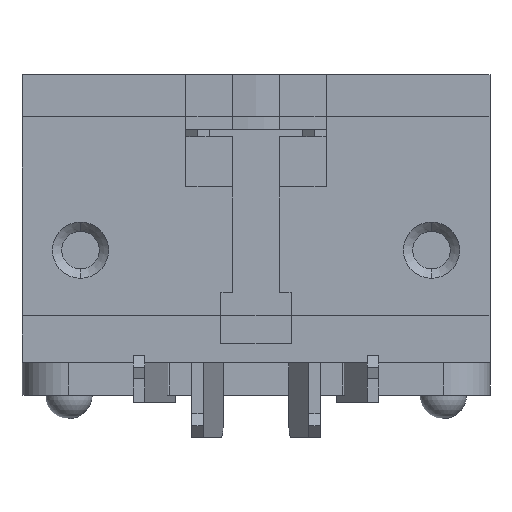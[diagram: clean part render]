
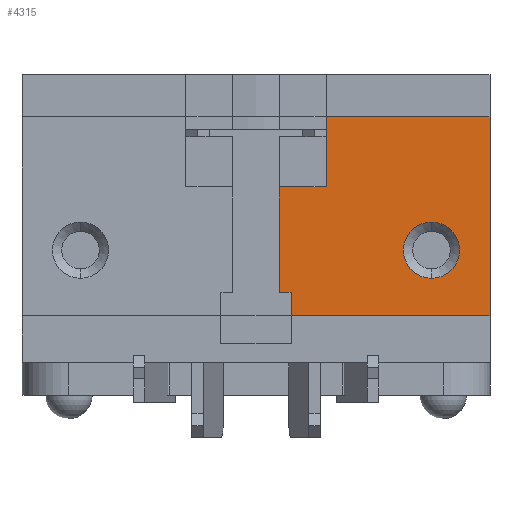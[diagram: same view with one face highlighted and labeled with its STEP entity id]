
A CAD part, front view. The second image highlights one B-rep face of the part: STEP entity #4315.
In plain terms, the highlighted planar face has unit normal (0, -1, 0).
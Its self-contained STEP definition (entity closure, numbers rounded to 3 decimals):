
#30 = EDGE_CURVE ( 'NONE', #3058, #3250, #6343, .T. ) ;
#187 = DIRECTION ( 'NONE',  ( -1., 0., 0. ) ) ;
#220 = EDGE_CURVE ( 'NONE', #8616, #9592, #9579, .T. ) ;
#240 = CARTESIAN_POINT ( 'NONE',  ( 1.5, 0., -9.5 ) ) ;
#492 = ORIENTED_EDGE ( 'NONE', *, *, #220, .T. ) ;
#792 = CARTESIAN_POINT ( 'NONE',  ( -10.35, 0., -2. ) ) ;
#816 = CARTESIAN_POINT ( 'NONE',  ( 1., 0., -5. ) ) ;
#826 = ORIENTED_EDGE ( 'NONE', *, *, #2224, .F. ) ;
#946 = CARTESIAN_POINT ( 'NONE',  ( 7.5, 0., -7.7 ) ) ;
#984 = DIRECTION ( 'NONE',  ( 0., 0., 1. ) ) ;
#1036 = ORIENTED_EDGE ( 'NONE', *, *, #9393, .T. ) ;
#1481 = ORIENTED_EDGE ( 'NONE', *, *, #3227, .F. ) ;
#1641 = AXIS2_PLACEMENT_3D ( 'NONE', #3454, #8629, #4208 ) ;
#1725 = EDGE_CURVE ( 'NONE', #8616, #5523, #7256, .T. ) ;
#1813 = FACE_OUTER_BOUND ( 'NONE', #7135, .T. ) ;
#1888 = DIRECTION ( 'NONE',  ( 1., 0., 0. ) ) ;
#1908 = VECTOR ( 'NONE', #2345, 1000. ) ;
#1946 = VERTEX_POINT ( 'NONE', #2233 ) ;
#2105 = VECTOR ( 'NONE', #6413, 1000. ) ;
#2165 = CARTESIAN_POINT ( 'NONE',  ( 3., 0., -2. ) ) ;
#2224 = EDGE_CURVE ( 'NONE', #5523, #6655, #6644, .T. ) ;
#2233 = CARTESIAN_POINT ( 'NONE',  ( 3., 0., -5. ) ) ;
#2309 = VECTOR ( 'NONE', #4487, 1000. ) ;
#2344 = AXIS2_PLACEMENT_3D ( 'NONE', #946, #5407, #187 ) ;
#2345 = DIRECTION ( 'NONE',  ( 1., 0., 0. ) ) ;
#2366 = CARTESIAN_POINT ( 'NONE',  ( 7.5, 0., -8.9 ) ) ;
#2830 = ORIENTED_EDGE ( 'NONE', *, *, #1725, .F. ) ;
#2929 = VECTOR ( 'NONE', #6109, 1000. ) ;
#3044 = EDGE_CURVE ( 'NONE', #3250, #3058, #7935, .T. ) ;
#3058 = VERTEX_POINT ( 'NONE', #5665 ) ;
#3118 = DIRECTION ( 'NONE',  ( 0., 0., 1. ) ) ;
#3143 = EDGE_LOOP ( 'NONE', ( #6280, #3427 ) ) ;
#3227 = EDGE_CURVE ( 'NONE', #6655, #3893, #4784, .T. ) ;
#3250 = VERTEX_POINT ( 'NONE', #2366 ) ;
#3427 = ORIENTED_EDGE ( 'NONE', *, *, #30, .T. ) ;
#3454 = CARTESIAN_POINT ( 'NONE',  ( 7.5, 0., -7.7 ) ) ;
#3688 = CARTESIAN_POINT ( 'NONE',  ( 10., 0., -10.5 ) ) ;
#3799 = VERTEX_POINT ( 'NONE', #8848 ) ;
#3893 = VERTEX_POINT ( 'NONE', #4505 ) ;
#3964 = DIRECTION ( 'NONE',  ( 0., 0., 1. ) ) ;
#4112 = LINE ( 'NONE', #8602, #2105 ) ;
#4176 = CARTESIAN_POINT ( 'NONE',  ( 1., 0., -9.5 ) ) ;
#4208 = DIRECTION ( 'NONE',  ( -1., 0., 0. ) ) ;
#4244 = EDGE_CURVE ( 'NONE', #3893, #1946, #8665, .T. ) ;
#4249 = DIRECTION ( 'NONE',  ( 0., 1., 0. ) ) ;
#4305 = LINE ( 'NONE', #792, #2309 ) ;
#4312 = CARTESIAN_POINT ( 'NONE',  ( -10.35, 0., -10.5 ) ) ;
#4315 = ADVANCED_FACE ( 'NONE', ( #7502, #1813 ), #9367, .F. ) ;
#4487 = DIRECTION ( 'NONE',  ( -1., 0., 0. ) ) ;
#4505 = CARTESIAN_POINT ( 'NONE',  ( 1., 0., -5. ) ) ;
#4597 = CARTESIAN_POINT ( 'NONE',  ( 1., 0., -9.5 ) ) ;
#4682 = CARTESIAN_POINT ( 'NONE',  ( 1.5, 0., -9.5 ) ) ;
#4718 = ORIENTED_EDGE ( 'NONE', *, *, #7887, .F. ) ;
#4784 = LINE ( 'NONE', #816, #6540 ) ;
#4841 = CARTESIAN_POINT ( 'NONE',  ( -3., 0., -5. ) ) ;
#5407 = DIRECTION ( 'NONE',  ( 0., 1., 0. ) ) ;
#5503 = VECTOR ( 'NONE', #984, 1000. ) ;
#5523 = VERTEX_POINT ( 'NONE', #240 ) ;
#5665 = CARTESIAN_POINT ( 'NONE',  ( 7.5, 0., -6.5 ) ) ;
#6054 = VERTEX_POINT ( 'NONE', #2165 ) ;
#6109 = DIRECTION ( 'NONE',  ( -1., 0., 0. ) ) ;
#6280 = ORIENTED_EDGE ( 'NONE', *, *, #3044, .T. ) ;
#6343 = CIRCLE ( 'NONE', #2344, 1.2 ) ;
#6413 = DIRECTION ( 'NONE',  ( 0., 0., 1. ) ) ;
#6540 = VECTOR ( 'NONE', #3118, 1000. ) ;
#6644 = LINE ( 'NONE', #4597, #2929 ) ;
#6655 = VERTEX_POINT ( 'NONE', #4176 ) ;
#6699 = VECTOR ( 'NONE', #1888, 1000. ) ;
#6918 = ORIENTED_EDGE ( 'NONE', *, *, #8382, .T. ) ;
#7095 = ORIENTED_EDGE ( 'NONE', *, *, #4244, .F. ) ;
#7102 = LINE ( 'NONE', #7644, #8834 ) ;
#7135 = EDGE_LOOP ( 'NONE', ( #7095, #1481, #826, #2830, #492, #1036, #6918, #4718 ) ) ;
#7256 = LINE ( 'NONE', #4682, #5503 ) ;
#7449 = AXIS2_PLACEMENT_3D ( 'NONE', #8667, #4249, #9432 ) ;
#7502 = FACE_BOUND ( 'NONE', #3143, .T. ) ;
#7644 = CARTESIAN_POINT ( 'NONE',  ( 3., 0., -5. ) ) ;
#7887 = EDGE_CURVE ( 'NONE', #1946, #6054, #7102, .T. ) ;
#7935 = CIRCLE ( 'NONE', #1641, 1.2 ) ;
#8382 = EDGE_CURVE ( 'NONE', #3799, #6054, #4305, .T. ) ;
#8537 = CARTESIAN_POINT ( 'NONE',  ( 1.5, 0., -10.5 ) ) ;
#8602 = CARTESIAN_POINT ( 'NONE',  ( 10., 0., -15.7 ) ) ;
#8616 = VERTEX_POINT ( 'NONE', #8537 ) ;
#8629 = DIRECTION ( 'NONE',  ( 0., 1., 0. ) ) ;
#8665 = LINE ( 'NONE', #4841, #6699 ) ;
#8667 = CARTESIAN_POINT ( 'NONE',  ( -10.35, 0., -12.5 ) ) ;
#8834 = VECTOR ( 'NONE', #3964, 1000. ) ;
#8848 = CARTESIAN_POINT ( 'NONE',  ( 10., 0., -2. ) ) ;
#9367 = PLANE ( 'NONE',  #7449 ) ;
#9393 = EDGE_CURVE ( 'NONE', #9592, #3799, #4112, .T. ) ;
#9432 = DIRECTION ( 'NONE',  ( -1., 0., 0. ) ) ;
#9579 = LINE ( 'NONE', #4312, #1908 ) ;
#9592 = VERTEX_POINT ( 'NONE', #3688 ) ;
